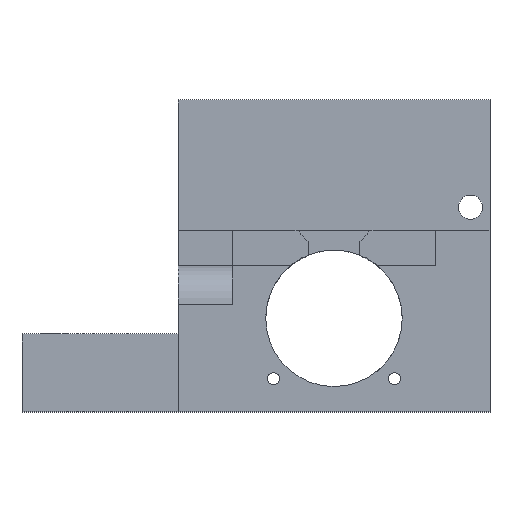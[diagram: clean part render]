
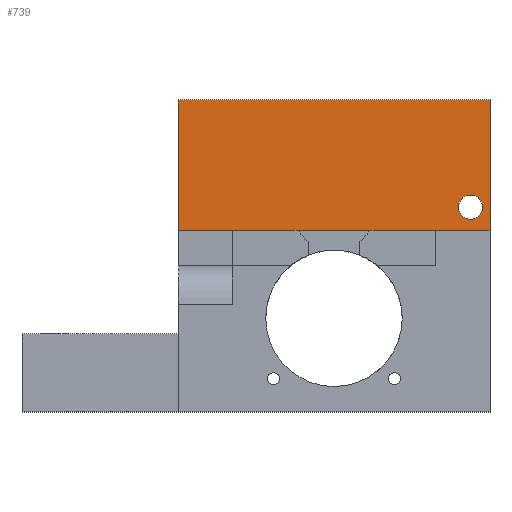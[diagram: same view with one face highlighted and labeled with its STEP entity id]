
A CAD part, top view. The second image highlights one B-rep face of the part: STEP entity #739.
In plain terms, the highlighted planar face has unit normal (0, 0, 1).
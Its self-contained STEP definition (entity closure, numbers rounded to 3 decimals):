
#39=FACE_BOUND('',#160,.T.);
#69=CIRCLE('',#798,3.1);
#110=FACE_OUTER_BOUND('',#159,.T.);
#159=EDGE_LOOP('',(#663,#664,#665,#666));
#160=EDGE_LOOP('',(#667));
#180=LINE('',#1059,#251);
#195=LINE('',#1087,#266);
#231=LINE('',#1216,#302);
#234=LINE('',#1221,#305);
#251=VECTOR('',#843,10.);
#266=VECTOR('',#862,10.);
#302=VECTOR('',#1006,10.);
#305=VECTOR('',#1011,10.);
#322=VERTEX_POINT('',#1056);
#323=VERTEX_POINT('',#1058);
#334=VERTEX_POINT('',#1085);
#367=VERTEX_POINT('',#1195);
#373=VERTEX_POINT('',#1215);
#392=EDGE_CURVE('',#323,#322,#180,.T.);
#407=EDGE_CURVE('',#322,#334,#195,.T.);
#460=EDGE_CURVE('',#367,#367,#69,.T.);
#470=EDGE_CURVE('',#373,#323,#231,.T.);
#473=EDGE_CURVE('',#334,#373,#234,.T.);
#663=ORIENTED_EDGE('',*,*,#407,.T.);
#664=ORIENTED_EDGE('',*,*,#473,.T.);
#665=ORIENTED_EDGE('',*,*,#470,.T.);
#666=ORIENTED_EDGE('',*,*,#392,.T.);
#667=ORIENTED_EDGE('',*,*,#460,.T.);
#701=PLANE('',#809);
#739=ADVANCED_FACE('',(#110,#39),#701,.T.);
#798=AXIS2_PLACEMENT_3D('',#1196,#983,#984);
#809=AXIS2_PLACEMENT_3D('',#1225,#1016,#1017);
#843=DIRECTION('',(0.,-1.,0.));
#862=DIRECTION('',(1.,0.,0.));
#983=DIRECTION('center_axis',(0.,0.,-1.));
#984=DIRECTION('ref_axis',(1.,0.,0.));
#1006=DIRECTION('',(-1.,0.,0.));
#1011=DIRECTION('',(0.,1.,0.));
#1016=DIRECTION('center_axis',(0.,0.,1.));
#1017=DIRECTION('ref_axis',(1.,0.,0.));
#1056=CARTESIAN_POINT('',(-40.,22.5,4.));
#1058=CARTESIAN_POINT('',(-40.,56.,4.));
#1059=CARTESIAN_POINT('',(-40.,-24.,4.));
#1085=CARTESIAN_POINT('',(40.,22.5,4.));
#1087=CARTESIAN_POINT('',(20.,22.5,4.));
#1195=CARTESIAN_POINT('',(31.9,28.5,4.));
#1196=CARTESIAN_POINT('Origin',(35.,28.5,4.));
#1215=CARTESIAN_POINT('',(40.,56.,4.));
#1216=CARTESIAN_POINT('',(-40.,56.,4.));
#1221=CARTESIAN_POINT('',(40.,56.,4.));
#1225=CARTESIAN_POINT('Origin',(0.,16.,4.));
